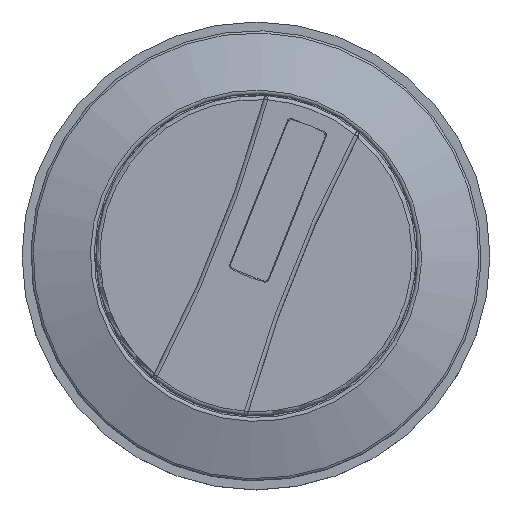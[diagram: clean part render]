
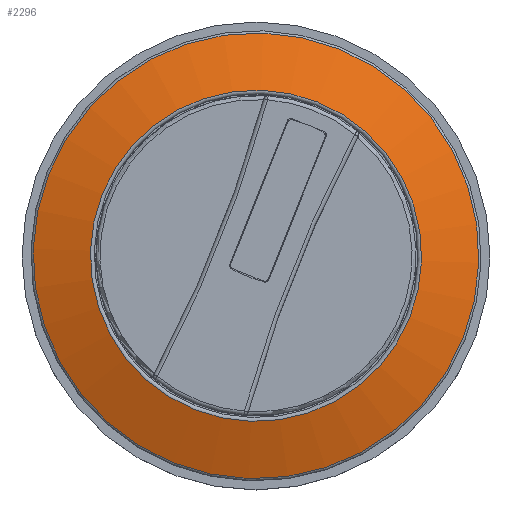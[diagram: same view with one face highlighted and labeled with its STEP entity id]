
A CAD part, top view. The second image highlights one B-rep face of the part: STEP entity #2296.
In plain terms, the highlighted conical face has half-angle 71.267 degrees and reference radius 12.107 mm.
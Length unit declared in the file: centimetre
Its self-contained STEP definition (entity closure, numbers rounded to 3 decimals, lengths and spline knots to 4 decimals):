
#43=CONICAL_SURFACE($,#2508,1.2107,71.267);
#186=FACE_OUTER_BOUND($,#735,.T.);
#630=FACE_BOUND($,#736,.T.);
#735=EDGE_LOOP($,(#1847));
#736=EDGE_LOOP($,(#1848));
#838=CIRCLE($,#2445,1.0265);
#870=CIRCLE($,#2509,1.3814);
#1006=VERTEX_POINT($,#3567);
#1086=VERTEX_POINT($,#3842);
#1259=EDGE_CURVE($,#1006,#1006,#838,.T.);
#1369=EDGE_CURVE($,#1086,#1086,#870,.T.);
#1847=ORIENTED_EDGE($,*,*,#1259,.F.);
#1848=ORIENTED_EDGE($,*,*,#1369,.F.);
#2296=ADVANCED_FACE($,(#186,#630),#43,.T.);
#2445=AXIS2_PLACEMENT_3D($,#3568,#2864,#2865);
#2508=AXIS2_PLACEMENT_3D($,#3841,#3056,#3057);
#2509=AXIS2_PLACEMENT_3D($,#3843,#3058,#3059);
#2864=DIRECTION('center_axis',(0.,0.,
1.));
#2865=DIRECTION('ref_axis',(0.929,-0.371,0.));
#3056=DIRECTION('center_axis',(0.,0.,
-1.));
#3057=DIRECTION('ref_axis',(0.929,-0.371,0.));
#3058=DIRECTION('center_axis',(0.,0.,
-1.));
#3059=DIRECTION('ref_axis',(-0.929,0.371,0.));
#3567=CARTESIAN_POINT('',(-1.6671,0.4044,0.2706));
#3568=CARTESIAN_POINT('Origin',(-2.6203,0.7852,0.2706));
#3841=CARTESIAN_POINT('Origin',(-2.6203,0.7852,0.2082));
#3842=CARTESIAN_POINT('',(-1.3375,0.2727,0.1503));
#3843=CARTESIAN_POINT('Origin',(-2.6203,0.7852,0.1503));
